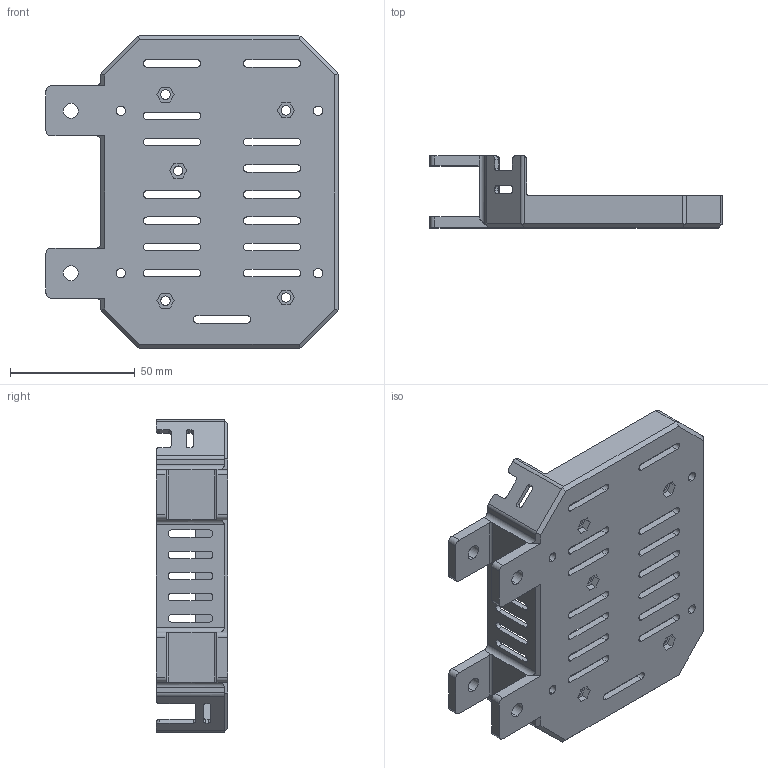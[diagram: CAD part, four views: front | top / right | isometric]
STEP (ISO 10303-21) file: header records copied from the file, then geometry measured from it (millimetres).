
FILE_DESCRIPTION (( 'STEP AP214' ), '1' );
FILE_NAME ('CASE-A.STEP', '2019-06-23T19:22:35', ( '' ), ( '' ), 'SwSTEP 2.0', 'SolidWorks 2018', '' );
FILE_SCHEMA (( 'AUTOMOTIVE_DESIGN' ));
Length unit declared in the file: millimetre
Products named in the file (1): CASE-A
Bounding box: 117 x 28.8 x 125 mm (x, y, z)
Volume: 52332.3 mm3; surface area: 41538.4 mm2
Topology: 1 solids, 1 shells, 445 faces, 1204 edges, 759 vertices
Faces by surface type: plane 214, cylinder 193, torus 22, sphere 16
Entity records: 14021 total; most frequent: CARTESIAN_POINT 2512, DIRECTION 2439, ORIENTED_EDGE 2376, EDGE_CURVE 1188, AXIS2_PLACEMENT_3D 838, LINE 763, VECTOR 763, VERTEX_POINT 759
